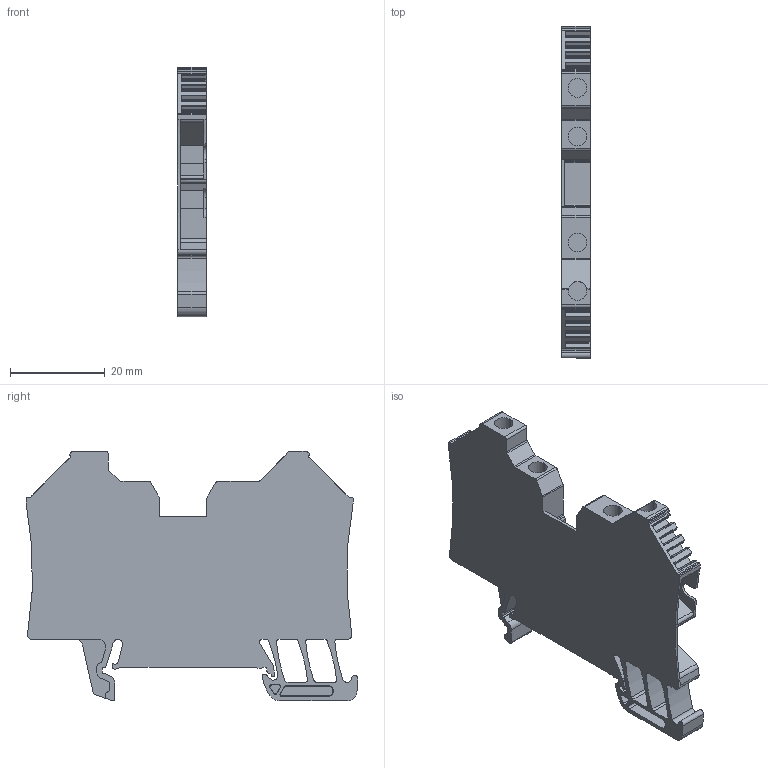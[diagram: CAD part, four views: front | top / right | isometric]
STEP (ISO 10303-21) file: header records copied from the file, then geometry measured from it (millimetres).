
FILE_DESCRIPTION(('CATIA V5 STEP Exchange','CAx-IF Rec.Pracs.--- Model Styling and Organization---1.4--- 2014-01-23'),'2;1');
FILE_NAME ('D1448610_0', '2020-01-13T08:02:51+00:00', ('none'), ('Weidmueller'), 'CATIA Version 5-6 Release 2016 SP3 HF44', 'CATIA V5 STEP AP214', 'none');
FILE_SCHEMA(('AUTOMOTIVE_DESIGN { 1 0 10303 214 1 1 1 1 }'));
Length unit declared in the file: millimetre
Products named in the file (1): 1114720000_WDU_4-ZZ_BL
Bounding box: 6.1 x 69.88 x 52.55 mm (x, y, z)
Volume: 11855.5 mm3; surface area: 9080.3 mm2
Topology: 1 solids, 1 shells, 439 faces, 1349 edges, 917 vertices
Faces by surface type: plane 211, cylinder 149, extrusion 72, cone 7
Entity records: 14983 total; most frequent: CARTESIAN_POINT 3319, ORIENTED_EDGE 2698, DIRECTION 1922, EDGE_CURVE 1349, VERTEX_POINT 917, VECTOR 872, LINE 800, AXIS2_PLACEMENT_3D 730
